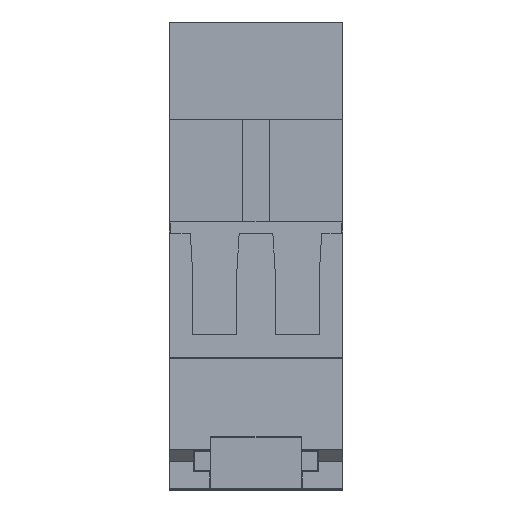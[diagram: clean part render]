
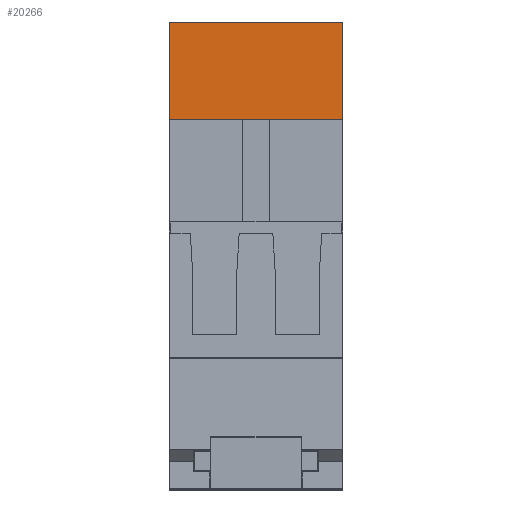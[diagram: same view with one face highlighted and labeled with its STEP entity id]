
A CAD part, top view. The second image highlights one B-rep face of the part: STEP entity #20266.
In plain terms, the highlighted planar face has unit normal (0, 0, 1).
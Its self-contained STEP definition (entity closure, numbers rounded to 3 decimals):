
#1254 = EDGE_CURVE ( 'NONE', #17291, #37439, #11306, .T. ) ;
#1484 = CARTESIAN_POINT ( 'NONE',  ( -8., 27.25, -13. ) ) ;
#1567 = DIRECTION ( 'NONE',  ( 0., -1., 0. ) ) ;
#2476 = ORIENTED_EDGE ( 'NONE', *, *, #29854, .F. ) ;
#3047 = DIRECTION ( 'NONE',  ( 0., -1., 0. ) ) ;
#4417 = CARTESIAN_POINT ( 'NONE',  ( 6.5, 27.25, -13. ) ) ;
#5642 = PLANE ( 'NONE',  #28972 ) ;
#6249 = VERTEX_POINT ( 'NONE', #6576 ) ;
#6576 = CARTESIAN_POINT ( 'NONE',  ( 6.5, 34., -13. ) ) ;
#6669 = DIRECTION ( 'NONE',  ( -1., 0., 0. ) ) ;
#7176 = LINE ( 'NONE', #43011, #41632 ) ;
#8134 = EDGE_CURVE ( 'NONE', #20872, #31036, #7176, .T. ) ;
#9034 = DIRECTION ( 'NONE',  ( -1., 0., 0. ) ) ;
#9299 = CARTESIAN_POINT ( 'NONE',  ( 0., 27.25, -13. ) ) ;
#9590 = CARTESIAN_POINT ( 'NONE',  ( 8., 43., -13. ) ) ;
#10066 = CARTESIAN_POINT ( 'NONE',  ( 0., 34., -13. ) ) ;
#11112 = LINE ( 'NONE', #10066, #36678 ) ;
#11306 = LINE ( 'NONE', #42480, #36887 ) ;
#13210 = VECTOR ( 'NONE', #40676, 1000. ) ;
#13661 = ORIENTED_EDGE ( 'NONE', *, *, #18598, .F. ) ;
#15133 = ORIENTED_EDGE ( 'NONE', *, *, #8134, .T. ) ;
#15184 = CARTESIAN_POINT ( 'NONE',  ( 8., 27.25, -13. ) ) ;
#15858 = LINE ( 'NONE', #24941, #24745 ) ;
#16288 = EDGE_CURVE ( 'NONE', #20872, #30358, #39837, .T. ) ;
#17291 = VERTEX_POINT ( 'NONE', #4417 ) ;
#18598 = EDGE_CURVE ( 'NONE', #37962, #31036, #38096, .T. ) ;
#18788 = ORIENTED_EDGE ( 'NONE', *, *, #16288, .F. ) ;
#19001 = CARTESIAN_POINT ( 'NONE',  ( 8., 27.25, -13. ) ) ;
#20266 = ADVANCED_FACE ( 'NONE', ( #31502 ), #5642, .F. ) ;
#20671 = EDGE_CURVE ( 'NONE', #36191, #37962, #15858, .T. ) ;
#20872 = VERTEX_POINT ( 'NONE', #33153 ) ;
#21434 = VECTOR ( 'NONE', #36330, 1000. ) ;
#22136 = CARTESIAN_POINT ( 'NONE',  ( 8., 21.5, -13. ) ) ;
#22592 = ORIENTED_EDGE ( 'NONE', *, *, #20671, .F. ) ;
#22729 = ORIENTED_EDGE ( 'NONE', *, *, #28169, .F. ) ;
#24745 = VECTOR ( 'NONE', #1567, 1000. ) ;
#24941 = CARTESIAN_POINT ( 'NONE',  ( -6.5, 35.125, -13. ) ) ;
#25180 = CARTESIAN_POINT ( 'NONE',  ( -6.5, 27.25, -13. ) ) ;
#26960 = LINE ( 'NONE', #22136, #42555 ) ;
#28169 = EDGE_CURVE ( 'NONE', #30358, #37439, #26960, .T. ) ;
#28972 = AXIS2_PLACEMENT_3D ( 'NONE', #19001, #29007, #9034 ) ;
#29007 = DIRECTION ( 'NONE',  ( 0., 0., -1. ) ) ;
#29187 = VECTOR ( 'NONE', #35986, 1000. ) ;
#29854 = EDGE_CURVE ( 'NONE', #6249, #36191, #11112, .T. ) ;
#30092 = ORIENTED_EDGE ( 'NONE', *, *, #1254, .T. ) ;
#30358 = VERTEX_POINT ( 'NONE', #9590 ) ;
#30603 = CARTESIAN_POINT ( 'NONE',  ( 0., 43., -13. ) ) ;
#30611 = CARTESIAN_POINT ( 'NONE',  ( -6.5, 34., -13. ) ) ;
#31036 = VERTEX_POINT ( 'NONE', #1484 ) ;
#31502 = FACE_OUTER_BOUND ( 'NONE', #32761, .T. ) ;
#32761 = EDGE_LOOP ( 'NONE', ( #15133, #13661, #22592, #2476, #43304, #30092, #22729, #18788 ) ) ;
#32922 = CARTESIAN_POINT ( 'NONE',  ( 6.5, 35.125, -13. ) ) ;
#33153 = CARTESIAN_POINT ( 'NONE',  ( -8., 43., -13. ) ) ;
#35925 = DIRECTION ( 'NONE',  ( 1., 0., 0. ) ) ;
#35986 = DIRECTION ( 'NONE',  ( -1., 0., 0. ) ) ;
#36191 = VERTEX_POINT ( 'NONE', #30611 ) ;
#36330 = DIRECTION ( 'NONE',  ( 0., 1., 0. ) ) ;
#36678 = VECTOR ( 'NONE', #6669, 1000. ) ;
#36887 = VECTOR ( 'NONE', #35925, 1000. ) ;
#37439 = VERTEX_POINT ( 'NONE', #15184 ) ;
#37962 = VERTEX_POINT ( 'NONE', #25180 ) ;
#38096 = LINE ( 'NONE', #9299, #29187 ) ;
#38462 = EDGE_CURVE ( 'NONE', #17291, #6249, #39163, .T. ) ;
#39163 = LINE ( 'NONE', #32922, #21434 ) ;
#39837 = LINE ( 'NONE', #30603, #13210 ) ;
#40676 = DIRECTION ( 'NONE',  ( 1., 0., 0. ) ) ;
#41632 = VECTOR ( 'NONE', #3047, 1000. ) ;
#42079 = DIRECTION ( 'NONE',  ( 0., -1., 0. ) ) ;
#42480 = CARTESIAN_POINT ( 'NONE',  ( 7.25, 27.25, -13. ) ) ;
#42555 = VECTOR ( 'NONE', #42079, 1000. ) ;
#43011 = CARTESIAN_POINT ( 'NONE',  ( -8., 21.5, -13. ) ) ;
#43304 = ORIENTED_EDGE ( 'NONE', *, *, #38462, .F. ) ;
